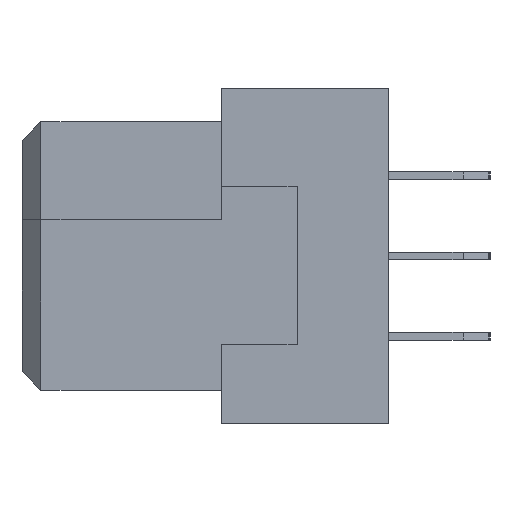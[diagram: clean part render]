
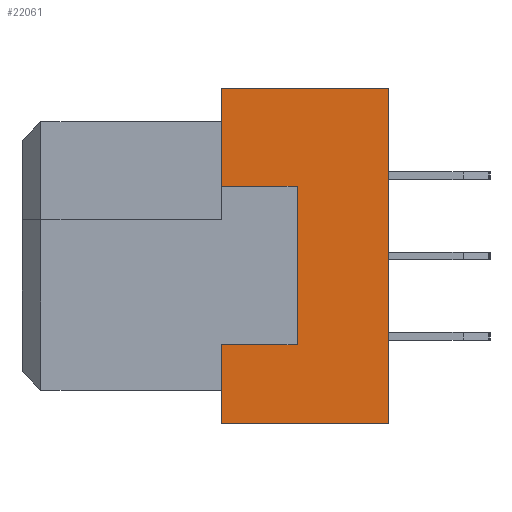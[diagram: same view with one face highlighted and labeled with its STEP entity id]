
A CAD part, left-side view. The second image highlights one B-rep face of the part: STEP entity #22061.
In plain terms, the highlighted planar face has unit normal (-1, 0, 0).
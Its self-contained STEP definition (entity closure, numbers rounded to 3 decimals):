
#440 = VECTOR ( 'NONE', #6612, 1000. ) ;
#833 = EDGE_CURVE ( 'NONE', #6970, #5447, #21722, .T. ) ;
#873 = DIRECTION ( 'NONE',  ( 0., 0., 1. ) ) ;
#1035 = VERTEX_POINT ( 'NONE', #5210 ) ;
#1716 = LINE ( 'NONE', #8763, #12615 ) ;
#1774 = VERTEX_POINT ( 'NONE', #3911 ) ;
#1811 = VECTOR ( 'NONE', #10572, 1000. ) ;
#2325 = DIRECTION ( 'NONE',  ( 0., 0., 1. ) ) ;
#2702 = CARTESIAN_POINT ( 'NONE',  ( -27.18, 5.3, 2.2 ) ) ;
#3471 = CARTESIAN_POINT ( 'NONE',  ( -27.18, 60.684, -5.3 ) ) ;
#3762 = CARTESIAN_POINT ( 'NONE',  ( -27.18, 2.9, -2.8 ) ) ;
#3885 = CARTESIAN_POINT ( 'NONE',  ( -27.18, 5.3, -2.8 ) ) ;
#3911 = CARTESIAN_POINT ( 'NONE',  ( -27.18, 5.3, -5.3 ) ) ;
#4191 = EDGE_CURVE ( 'NONE', #1774, #12530, #17897, .T. ) ;
#4350 = EDGE_CURVE ( 'NONE', #22743, #1035, #15079, .T. ) ;
#4923 = AXIS2_PLACEMENT_3D ( 'NONE', #3471, #7361, #16436 ) ;
#5210 = CARTESIAN_POINT ( 'NONE',  ( -27.18, 0., 5.3 ) ) ;
#5412 = EDGE_LOOP ( 'NONE', ( #21220, #9733, #6001, #12634, #22723, #15406, #8977, #13094 ) ) ;
#5447 = VERTEX_POINT ( 'NONE', #15464 ) ;
#5899 = LINE ( 'NONE', #14324, #19044 ) ;
#6001 = ORIENTED_EDGE ( 'NONE', *, *, #15151, .F. ) ;
#6236 = CARTESIAN_POINT ( 'NONE',  ( -27.18, 60.684, 2.2 ) ) ;
#6272 = EDGE_CURVE ( 'NONE', #11243, #1035, #5899, .T. ) ;
#6612 = DIRECTION ( 'NONE',  ( 0., 0., 1. ) ) ;
#6970 = VERTEX_POINT ( 'NONE', #2702 ) ;
#7191 = PLANE ( 'NONE',  #4923 ) ;
#7361 = DIRECTION ( 'NONE',  ( 1., 0., 0. ) ) ;
#8300 = DIRECTION ( 'NONE',  ( 0., -1., 0. ) ) ;
#8493 = EDGE_CURVE ( 'NONE', #6970, #11243, #15815, .T. ) ;
#8601 = EDGE_CURVE ( 'NONE', #9406, #12530, #8774, .T. ) ;
#8763 = CARTESIAN_POINT ( 'NONE',  ( -27.18, 60.684, -5.3 ) ) ;
#8774 = LINE ( 'NONE', #19546, #1811 ) ;
#8977 = ORIENTED_EDGE ( 'NONE', *, *, #4350, .T. ) ;
#9177 = CARTESIAN_POINT ( 'NONE',  ( -27.18, 0., -5.3 ) ) ;
#9391 = CARTESIAN_POINT ( 'NONE',  ( -27.18, 2.9, -5.3 ) ) ;
#9406 = VERTEX_POINT ( 'NONE', #3762 ) ;
#9606 = CARTESIAN_POINT ( 'NONE',  ( -27.18, 5.3, -5.3 ) ) ;
#9733 = ORIENTED_EDGE ( 'NONE', *, *, #833, .T. ) ;
#9845 = EDGE_CURVE ( 'NONE', #1774, #22743, #1716, .T. ) ;
#10287 = VECTOR ( 'NONE', #17224, 1000. ) ;
#10572 = DIRECTION ( 'NONE',  ( 0., 1., 0. ) ) ;
#11243 = VERTEX_POINT ( 'NONE', #13847 ) ;
#12530 = VERTEX_POINT ( 'NONE', #3885 ) ;
#12615 = VECTOR ( 'NONE', #19773, 1000. ) ;
#12634 = ORIENTED_EDGE ( 'NONE', *, *, #8601, .T. ) ;
#13094 = ORIENTED_EDGE ( 'NONE', *, *, #6272, .F. ) ;
#13847 = CARTESIAN_POINT ( 'NONE',  ( -27.18, 5.3, 5.3 ) ) ;
#14324 = CARTESIAN_POINT ( 'NONE',  ( -27.18, 60.684, 5.3 ) ) ;
#15079 = LINE ( 'NONE', #15392, #10287 ) ;
#15151 = EDGE_CURVE ( 'NONE', #9406, #5447, #16620, .T. ) ;
#15392 = CARTESIAN_POINT ( 'NONE',  ( -27.18, 0., -5.3 ) ) ;
#15406 = ORIENTED_EDGE ( 'NONE', *, *, #9845, .T. ) ;
#15464 = CARTESIAN_POINT ( 'NONE',  ( -27.18, 2.9, 2.2 ) ) ;
#15815 = LINE ( 'NONE', #20973, #440 ) ;
#16436 = DIRECTION ( 'NONE',  ( 0., 0., -1. ) ) ;
#16620 = LINE ( 'NONE', #9391, #17186 ) ;
#17186 = VECTOR ( 'NONE', #2325, 1000. ) ;
#17224 = DIRECTION ( 'NONE',  ( 0., 0., 1. ) ) ;
#17897 = LINE ( 'NONE', #9606, #18474 ) ;
#18474 = VECTOR ( 'NONE', #873, 1000. ) ;
#19044 = VECTOR ( 'NONE', #19925, 1000. ) ;
#19220 = FACE_OUTER_BOUND ( 'NONE', #5412, .T. ) ;
#19546 = CARTESIAN_POINT ( 'NONE',  ( -27.18, 60.684, -2.8 ) ) ;
#19773 = DIRECTION ( 'NONE',  ( 0., -1., 0. ) ) ;
#19925 = DIRECTION ( 'NONE',  ( 0., -1., 0. ) ) ;
#20973 = CARTESIAN_POINT ( 'NONE',  ( -27.18, 5.3, -5.3 ) ) ;
#21220 = ORIENTED_EDGE ( 'NONE', *, *, #8493, .F. ) ;
#21722 = LINE ( 'NONE', #6236, #22303 ) ;
#22061 = ADVANCED_FACE ( 'NONE', ( #19220 ), #7191, .F. ) ;
#22303 = VECTOR ( 'NONE', #8300, 1000. ) ;
#22723 = ORIENTED_EDGE ( 'NONE', *, *, #4191, .F. ) ;
#22743 = VERTEX_POINT ( 'NONE', #9177 ) ;
